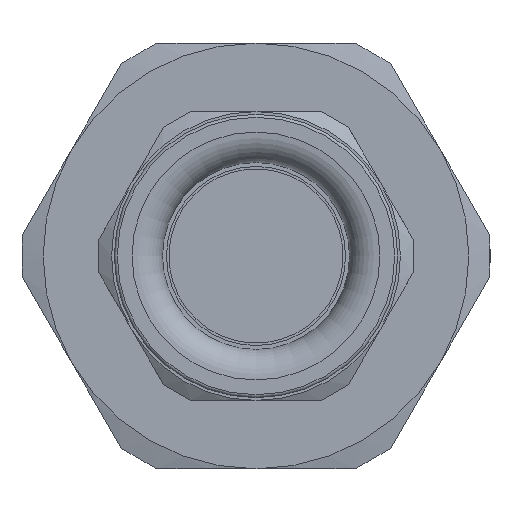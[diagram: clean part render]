
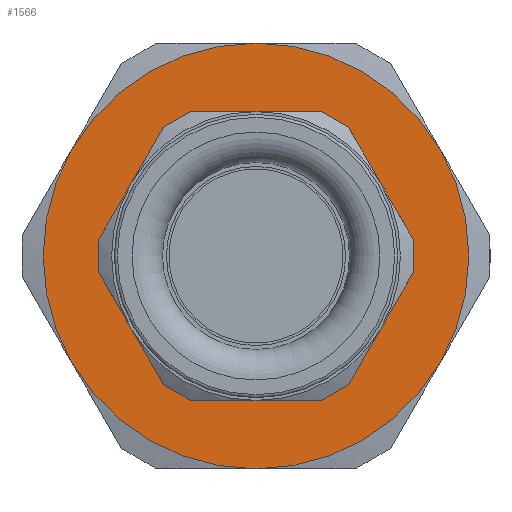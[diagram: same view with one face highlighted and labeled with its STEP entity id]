
A CAD part, left-side view. The second image highlights one B-rep face of the part: STEP entity #1566.
In plain terms, the highlighted planar face has unit normal (-1, 0, 0).
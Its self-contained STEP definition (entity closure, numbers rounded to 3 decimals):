
#220=PLANE('',#1804);
#252=FACE_BOUND('',#496,.T.);
#363=FACE_OUTER_BOUND('',#495,.T.);
#495=EDGE_LOOP('',(#1381,#1382,#1383,#1384,#1385,#1386));
#496=EDGE_LOOP('',(#1387));
#621=CIRCLE('',#1788,14.);
#622=CIRCLE('',#1790,14.);
#623=CIRCLE('',#1792,14.);
#624=CIRCLE('',#1794,14.);
#625=CIRCLE('',#1796,14.);
#626=CIRCLE('',#1803,14.);
#627=CIRCLE('',#1805,9.35);
#772=VERTEX_POINT('',#6515);
#778=VERTEX_POINT('',#6540);
#785=VERTEX_POINT('',#6566);
#789=VERTEX_POINT('',#6590);
#791=VERTEX_POINT('',#6603);
#796=VERTEX_POINT('',#6623);
#801=VERTEX_POINT('',#6669);
#1003=EDGE_CURVE('',#785,#789,#621,.T.);
#1004=EDGE_CURVE('',#796,#785,#622,.T.);
#1005=EDGE_CURVE('',#789,#778,#623,.T.);
#1006=EDGE_CURVE('',#791,#796,#624,.T.);
#1007=EDGE_CURVE('',#778,#772,#625,.T.);
#1008=EDGE_CURVE('',#772,#791,#626,.T.);
#1009=EDGE_CURVE('',#801,#801,#627,.T.);
#1381=ORIENTED_EDGE('',*,*,#1004,.F.);
#1382=ORIENTED_EDGE('',*,*,#1006,.F.);
#1383=ORIENTED_EDGE('',*,*,#1008,.F.);
#1384=ORIENTED_EDGE('',*,*,#1007,.F.);
#1385=ORIENTED_EDGE('',*,*,#1005,.F.);
#1386=ORIENTED_EDGE('',*,*,#1003,.F.);
#1387=ORIENTED_EDGE('',*,*,#1009,.T.);
#1566=ADVANCED_FACE('',(#363,#252),#220,.T.);
#1788=AXIS2_PLACEMENT_3D('',#6652,#2150,#2151);
#1790=AXIS2_PLACEMENT_3D('',#6654,#2154,#2155);
#1792=AXIS2_PLACEMENT_3D('',#6656,#2158,#2159);
#1794=AXIS2_PLACEMENT_3D('',#6658,#2162,#2163);
#1796=AXIS2_PLACEMENT_3D('',#6660,#2166,#2167);
#1803=AXIS2_PLACEMENT_3D('',#6667,#2180,#2181);
#1804=AXIS2_PLACEMENT_3D('',#6668,#2182,#2183);
#1805=AXIS2_PLACEMENT_3D('',#6670,#2184,#2185);
#2150=DIRECTION('center_axis',(1.,0.,0.));
#2151=DIRECTION('ref_axis',(0.,-1.,0.));
#2154=DIRECTION('center_axis',(1.,0.,0.));
#2155=DIRECTION('ref_axis',(0.,-1.,0.));
#2158=DIRECTION('center_axis',(1.,0.,0.));
#2159=DIRECTION('ref_axis',(0.,-1.,0.));
#2162=DIRECTION('center_axis',(1.,0.,0.));
#2163=DIRECTION('ref_axis',(0.,-1.,0.));
#2166=DIRECTION('center_axis',(1.,0.,0.));
#2167=DIRECTION('ref_axis',(0.,-1.,0.));
#2180=DIRECTION('center_axis',(1.,0.,0.));
#2181=DIRECTION('ref_axis',(0.,-1.,0.));
#2182=DIRECTION('center_axis',(-1.,0.,0.));
#2183=DIRECTION('ref_axis',(0.,0.,1.));
#2184=DIRECTION('center_axis',(1.,0.,0.));
#2185=DIRECTION('ref_axis',(0.,0.,-1.));
#6515=CARTESIAN_POINT('',(-21.,-12.124,-7.));
#6540=CARTESIAN_POINT('',(-21.,-12.124,7.));
#6566=CARTESIAN_POINT('',(-21.,12.124,7.));
#6590=CARTESIAN_POINT('',(-21.,0.,14.));
#6603=CARTESIAN_POINT('',(-21.,0.,-14.));
#6623=CARTESIAN_POINT('',(-21.,12.124,-7.));
#6652=CARTESIAN_POINT('Origin',(-21.,0.,0.));
#6654=CARTESIAN_POINT('Origin',(-21.,0.,0.));
#6656=CARTESIAN_POINT('Origin',(-21.,0.,0.));
#6658=CARTESIAN_POINT('Origin',(-21.,0.,0.));
#6660=CARTESIAN_POINT('Origin',(-21.,0.,0.));
#6667=CARTESIAN_POINT('Origin',(-21.,0.,0.));
#6668=CARTESIAN_POINT('Origin',(-21.,15.45,0.));
#6669=CARTESIAN_POINT('',(-21.,9.35,0.));
#6670=CARTESIAN_POINT('Origin',(-21.,0.,0.));
